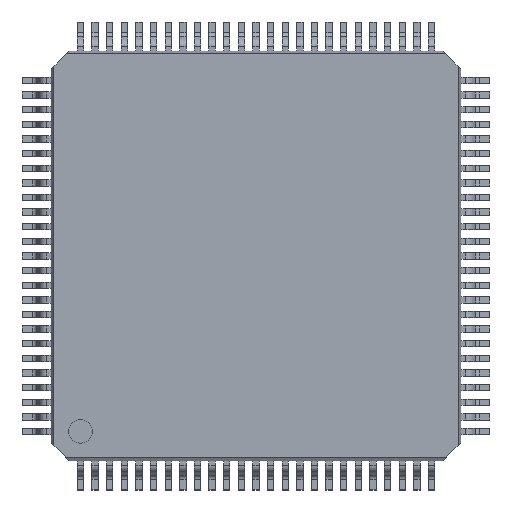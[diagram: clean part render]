
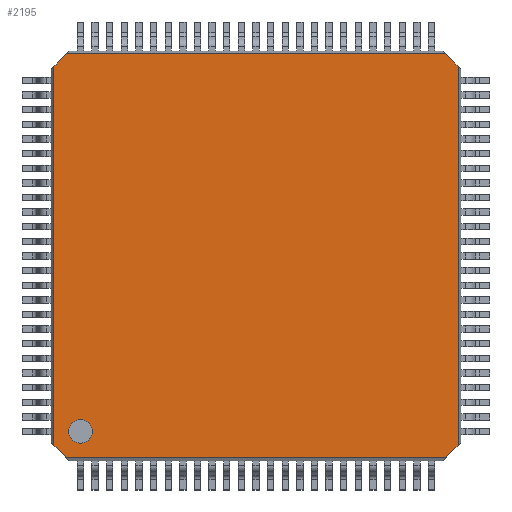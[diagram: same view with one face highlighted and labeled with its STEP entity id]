
A CAD part, top view. The second image highlights one B-rep face of the part: STEP entity #2195.
In plain terms, the highlighted planar face has unit normal (0, 0, 1).
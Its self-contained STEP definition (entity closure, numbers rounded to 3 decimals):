
#254 = DIRECTION ( 'NONE',  ( -1., 0., 0. ) ) ;
#268 = DIRECTION ( 'NONE',  ( 0., 0., -1. ) ) ;
#344 = DIRECTION ( 'NONE',  ( 0., 0., 1. ) ) ;
#414 = CARTESIAN_POINT ( 'NONE',  ( -6., -6., 1. ) ) ;
#541 = DIRECTION ( 'NONE',  ( 0., -1., 0. ) ) ;
#542 = LINE ( 'NONE', #544, #1551 ) ;
#544 = CARTESIAN_POINT ( 'NONE',  ( -6.906, 6.494, 1. ) ) ;
#576 = DIRECTION ( 'NONE',  ( 1., 0., 0. ) ) ;
#593 = CARTESIAN_POINT ( 'NONE',  ( -6.906, 7., 1. ) ) ;
#605 = DIRECTION ( 'NONE',  ( 0., 0., 1. ) ) ;
#606 = CARTESIAN_POINT ( 'NONE',  ( 6.906, -6.494, 1. ) ) ;
#616 = DIRECTION ( 'NONE',  ( 0.707, 0.707, 0. ) ) ;
#626 = DIRECTION ( 'NONE',  ( -0.707, 0.707, 0. ) ) ;
#630 = LINE ( 'NONE', #827, #1547 ) ;
#642 = LINE ( 'NONE', #593, #1552 ) ;
#659 = LINE ( 'NONE', #934, #1554 ) ;
#732 = LINE ( 'NONE', #926, #1553 ) ;
#752 = CARTESIAN_POINT ( 'NONE',  ( -7., 6.906, 1. ) ) ;
#755 = LINE ( 'NONE', #752, #1550 ) ;
#772 = LINE ( 'NONE', #606, #1555 ) ;
#777 = CARTESIAN_POINT ( 'NONE',  ( -6., -6., 1. ) ) ;
#827 = CARTESIAN_POINT ( 'NONE',  ( 6.494, 6.906, 1. ) ) ;
#833 = PLANE ( 'NONE',  #1567 ) ;
#843 = DIRECTION ( 'NONE',  ( 0.707, -0.707, 0. ) ) ;
#845 = DIRECTION ( 'NONE',  ( 1., 0., 0. ) ) ;
#853 = DIRECTION ( 'NONE',  ( 0., 1., 0. ) ) ;
#864 = LINE ( 'NONE', #878, #1549 ) ;
#878 = CARTESIAN_POINT ( 'NONE',  ( 6.906, 7., 1. ) ) ;
#888 = CARTESIAN_POINT ( 'NONE',  ( -28.284, 0., 1. ) ) ;
#914 = DIRECTION ( 'NONE',  ( -0.707, -0.707, 0. ) ) ;
#917 = DIRECTION ( 'NONE',  ( -1., 0., 0. ) ) ;
#925 = DIRECTION ( 'NONE',  ( 1., 0., 0. ) ) ;
#926 = CARTESIAN_POINT ( 'NONE',  ( -6.494, -6.906, 1. ) ) ;
#934 = CARTESIAN_POINT ( 'NONE',  ( -7., -6.906, 1. ) ) ;
#983 = ORIENTED_EDGE ( 'NONE', *, *, #2282, .F. ) ;
#997 = CARTESIAN_POINT ( 'NONE',  ( 6.494, -6.906, 1. ) ) ;
#1013 = EDGE_LOOP ( 'NONE', ( #1257, #1192, #1068, #1191, #1269, #1065, #1300, #1084 ) ) ;
#1020 = CARTESIAN_POINT ( 'NONE',  ( -6.906, -6.494, 1. ) ) ;
#1043 = CARTESIAN_POINT ( 'NONE',  ( -6.494, 6.906, 1. ) ) ;
#1062 = CARTESIAN_POINT ( 'NONE',  ( 6.906, -6.494, 1. ) ) ;
#1065 = ORIENTED_EDGE ( 'NONE', *, *, #2273, .F. ) ;
#1068 = ORIENTED_EDGE ( 'NONE', *, *, #2276, .T. ) ;
#1084 = ORIENTED_EDGE ( 'NONE', *, *, #2271, .F. ) ;
#1090 = CARTESIAN_POINT ( 'NONE',  ( -6.4, -6., 1. ) ) ;
#1127 = CARTESIAN_POINT ( 'NONE',  ( -5.6, -6., 1. ) ) ;
#1128 = CARTESIAN_POINT ( 'NONE',  ( -6.906, 6.494, 1. ) ) ;
#1163 = CARTESIAN_POINT ( 'NONE',  ( -6.494, -6.906, 1. ) ) ;
#1185 = CARTESIAN_POINT ( 'NONE',  ( 6.494, 6.906, 1. ) ) ;
#1186 = ORIENTED_EDGE ( 'NONE', *, *, #2279, .F. ) ;
#1190 = CARTESIAN_POINT ( 'NONE',  ( 6.906, 6.494, 1. ) ) ;
#1191 = ORIENTED_EDGE ( 'NONE', *, *, #2275, .F. ) ;
#1192 = ORIENTED_EDGE ( 'NONE', *, *, #2278, .F. ) ;
#1228 = EDGE_LOOP ( 'NONE', ( #1186, #983 ) ) ;
#1257 = ORIENTED_EDGE ( 'NONE', *, *, #2277, .T. ) ;
#1269 = ORIENTED_EDGE ( 'NONE', *, *, #2274, .T. ) ;
#1300 = ORIENTED_EDGE ( 'NONE', *, *, #2272, .T. ) ;
#1427 = FACE_BOUND ( 'NONE', #1228, .T. ) ;
#1466 = FACE_OUTER_BOUND ( 'NONE', #1013, .T. ) ;
#1545 = AXIS2_PLACEMENT_3D ( 'NONE', #777, #344, #925 ) ;
#1547 = VECTOR ( 'NONE', #843, 1000. ) ;
#1549 = VECTOR ( 'NONE', #853, 1000. ) ;
#1550 = VECTOR ( 'NONE', #917, 1000. ) ;
#1551 = VECTOR ( 'NONE', #616, 1000. ) ;
#1552 = VECTOR ( 'NONE', #541, 1000. ) ;
#1553 = VECTOR ( 'NONE', #626, 1000. ) ;
#1554 = VECTOR ( 'NONE', #576, 1000. ) ;
#1555 = VECTOR ( 'NONE', #914, 1000. ) ;
#1556 = AXIS2_PLACEMENT_3D ( 'NONE', #414, #605, #845 ) ;
#1567 = AXIS2_PLACEMENT_3D ( 'NONE', #888, #268, #254 ) ;
#1954 = VERTEX_POINT ( 'NONE', #1190 ) ;
#1956 = VERTEX_POINT ( 'NONE', #1163 ) ;
#1965 = VERTEX_POINT ( 'NONE', #1020 ) ;
#1970 = VERTEX_POINT ( 'NONE', #1128 ) ;
#1985 = VERTEX_POINT ( 'NONE', #1062 ) ;
#2001 = VERTEX_POINT ( 'NONE', #1185 ) ;
#2029 = VERTEX_POINT ( 'NONE', #1090 ) ;
#2030 = VERTEX_POINT ( 'NONE', #1127 ) ;
#2032 = VERTEX_POINT ( 'NONE', #1043 ) ;
#2042 = VERTEX_POINT ( 'NONE', #997 ) ;
#2195 = ADVANCED_FACE ( 'NONE', ( #1466, #1427 ), #833, .F. ) ;
#2235 = CIRCLE ( 'NONE', #1545, 0.4 ) ;
#2236 = CIRCLE ( 'NONE', #1556, 0.4 ) ;
#2271 = EDGE_CURVE ( 'NONE', #1985, #2042, #772, .T. ) ;
#2272 = EDGE_CURVE ( 'NONE', #1956, #2042, #659, .T. ) ;
#2273 = EDGE_CURVE ( 'NONE', #1956, #1965, #732, .T. ) ;
#2274 = EDGE_CURVE ( 'NONE', #1970, #1965, #642, .T. ) ;
#2275 = EDGE_CURVE ( 'NONE', #1970, #2032, #542, .T. ) ;
#2276 = EDGE_CURVE ( 'NONE', #2001, #2032, #755, .T. ) ;
#2277 = EDGE_CURVE ( 'NONE', #1985, #1954, #864, .T. ) ;
#2278 = EDGE_CURVE ( 'NONE', #2001, #1954, #630, .T. ) ;
#2279 = EDGE_CURVE ( 'NONE', #2030, #2029, #2236, .T. ) ;
#2282 = EDGE_CURVE ( 'NONE', #2029, #2030, #2235, .T. ) ;
